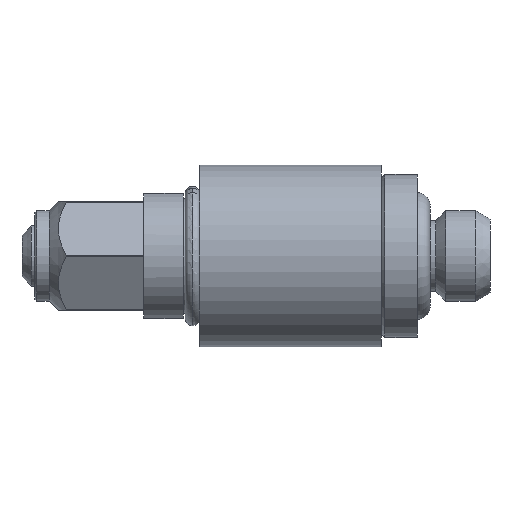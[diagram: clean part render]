
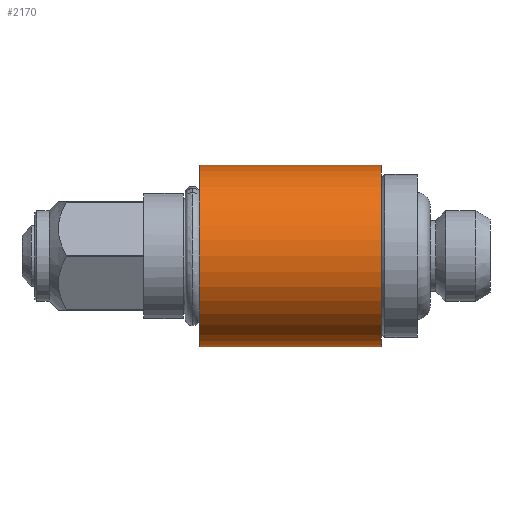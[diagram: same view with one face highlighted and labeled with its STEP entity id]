
A CAD part, left-side view. The second image highlights one B-rep face of the part: STEP entity #2170.
In plain terms, the highlighted cylindrical face has radius 5 mm (diameter 10 mm), a partial arc.
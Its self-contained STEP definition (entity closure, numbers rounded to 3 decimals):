
#611 = CARTESIAN_POINT ( 'NONE',  ( 0., 6., 0. ) ) ;
#616 = DIRECTION ( 'NONE',  ( 0., 0., 1. ) ) ;
#617 = DIRECTION ( 'NONE',  ( 0., 1., 0. ) ) ;
#622 = CIRCLE ( 'NONE', #624, 5. ) ;
#624 = AXIS2_PLACEMENT_3D ( 'NONE', #611, #617, #616 ) ;
#806 = FACE_OUTER_BOUND ( 'NONE', #2169, .T. ) ;
#953 = CYLINDRICAL_SURFACE ( 'NONE', #956, 5. ) ;
#956 = AXIS2_PLACEMENT_3D ( 'NONE', #962, #958, #961 ) ;
#958 = DIRECTION ( 'NONE',  ( 0., 1., 0. ) ) ;
#961 = DIRECTION ( 'NONE',  ( 0., 0., 1. ) ) ;
#962 = CARTESIAN_POINT ( 'NONE',  ( 0., 26.086, 0. ) ) ;
#1875 = EDGE_CURVE ( 'NONE', #1901, #1914, #2823, .T. ) ;
#1890 = VERTEX_POINT ( 'NONE', #2795 ) ;
#1901 = VERTEX_POINT ( 'NONE', #2707 ) ;
#1914 = VERTEX_POINT ( 'NONE', #2672 ) ;
#1918 = VERTEX_POINT ( 'NONE', #2671 ) ;
#1922 = EDGE_CURVE ( 'NONE', #1918, #1890, #2605, .T. ) ;
#2061 = ORIENTED_EDGE ( 'NONE', *, *, #1922, .T. ) ;
#2062 = ORIENTED_EDGE ( 'NONE', *, *, #2072, .F. ) ;
#2072 = EDGE_CURVE ( 'NONE', #1914, #1890, #3263, .T. ) ;
#2132 = EDGE_CURVE ( 'NONE', #1901, #1918, #622, .T. ) ;
#2152 = ORIENTED_EDGE ( 'NONE', *, *, #1875, .F. ) ;
#2168 = ORIENTED_EDGE ( 'NONE', *, *, #2132, .T. ) ;
#2169 = EDGE_LOOP ( 'NONE', ( #2152, #2168, #2061, #2062 ) ) ;
#2170 = ADVANCED_FACE ( 'NONE', ( #806 ), #953, .T. ) ;
#2602 = DIRECTION ( 'NONE',  ( 0., 1., 0. ) ) ;
#2603 = VECTOR ( 'NONE', #2602, 1000. ) ;
#2604 = CARTESIAN_POINT ( 'NONE',  ( 0., 26.086, 5. ) ) ;
#2605 = LINE ( 'NONE', #2604, #2603 ) ;
#2671 = CARTESIAN_POINT ( 'NONE',  ( 0., 6., 5. ) ) ;
#2672 = CARTESIAN_POINT ( 'NONE',  ( 0., 16., -5. ) ) ;
#2707 = CARTESIAN_POINT ( 'NONE',  ( 0., 6., -5. ) ) ;
#2795 = CARTESIAN_POINT ( 'NONE',  ( 0., 16., 5. ) ) ;
#2820 = DIRECTION ( 'NONE',  ( 0., 1., 0. ) ) ;
#2821 = VECTOR ( 'NONE', #2820, 1000. ) ;
#2822 = CARTESIAN_POINT ( 'NONE',  ( 0., 26.086, -5. ) ) ;
#2823 = LINE ( 'NONE', #2822, #2821 ) ;
#3235 = AXIS2_PLACEMENT_3D ( 'NONE', #3273, #3274, #3256 ) ;
#3256 = DIRECTION ( 'NONE',  ( 0., 0., 1. ) ) ;
#3263 = CIRCLE ( 'NONE', #3235, 5. ) ;
#3273 = CARTESIAN_POINT ( 'NONE',  ( 0., 16., 0. ) ) ;
#3274 = DIRECTION ( 'NONE',  ( 0., 1., 0. ) ) ;
